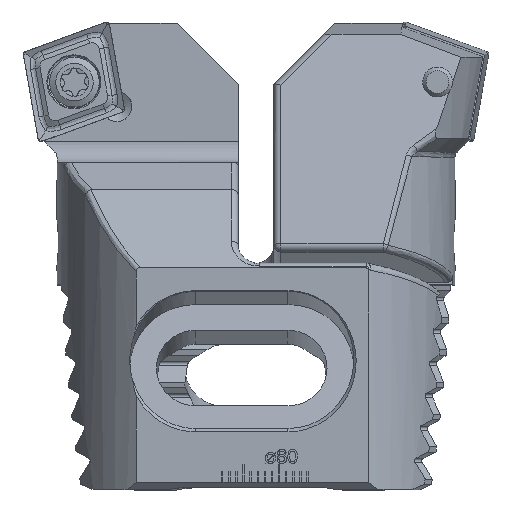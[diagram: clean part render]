
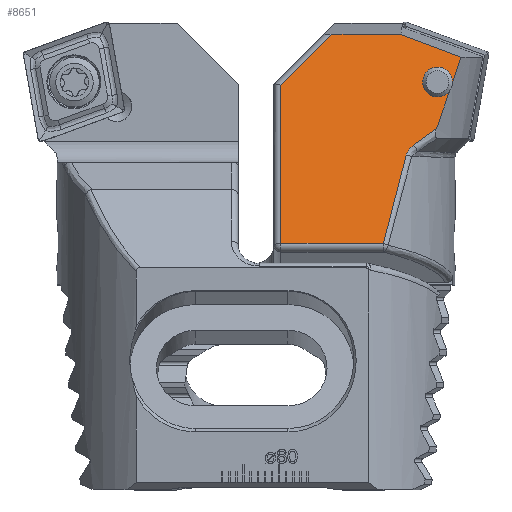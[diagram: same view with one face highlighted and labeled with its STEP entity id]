
A CAD part, top view. The second image highlights one B-rep face of the part: STEP entity #8651.
In plain terms, the highlighted face is planar.
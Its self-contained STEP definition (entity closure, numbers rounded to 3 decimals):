
#136 = VERTEX_POINT ( 'NONE', #6889 ) ;
#281 = CARTESIAN_POINT ( 'NONE',  ( 6.103, -11.487, -15.665 ) ) ;
#472 = ORIENTED_EDGE ( 'NONE', *, *, #8081, .T. ) ;
#847 = CARTESIAN_POINT ( 'NONE',  ( 58.47, 15.611, -8.404 ) ) ;
#1000 = B_SPLINE_CURVE_WITH_KNOTS ( 'NONE', 3,
 ( #6290, #2332, #5413, #4357, #9302, #12403, #11293, #3430 ),
 .UNSPECIFIED., .F., .F.,
 ( 4, 2, 2, 4 ),
 ( 0., 0.001, 0.001, 0.002 ),
 .UNSPECIFIED. ) ;
#1138 = VERTEX_POINT ( 'NONE', #2895 ) ;
#1139 = DIRECTION ( 'NONE',  ( 0., -0.966, -0.259 ) ) ;
#1240 = CARTESIAN_POINT ( 'NONE',  ( 42.425, -22.115, -18.512 ) ) ;
#1345 = CARTESIAN_POINT ( 'NONE',  ( 4.719, -7.345, -14.555 ) ) ;
#1392 = CARTESIAN_POINT ( 'NONE',  ( 3.949, -4.953, -13.914 ) ) ;
#1523 = LINE ( 'NONE', #1240, #7860 ) ;
#1695 = VERTEX_POINT ( 'NONE', #11055 ) ;
#1948 = DIRECTION ( 'NONE',  ( 0., -0.966, -0.259 ) ) ;
#2113 = DIRECTION ( 'NONE',  ( 0.695, -0.695, -0.186 ) ) ;
#2332 = CARTESIAN_POINT ( 'NONE',  ( 10.844, -17.514, -17.28 ) ) ;
#2361 = CARTESIAN_POINT ( 'NONE',  ( 22.075, -1.765, -13.06 ) ) ;
#2551 = ORIENTED_EDGE ( 'NONE', *, *, #4810, .F. ) ;
#2709 = LINE ( 'NONE', #847, #10199 ) ;
#2895 = CARTESIAN_POINT ( 'NONE',  ( 7.344, -15.015, -16.61 ) ) ;
#2923 = CARTESIAN_POINT ( 'NONE',  ( 10.218, -10.847, -15.493 ) ) ;
#2963 = CARTESIAN_POINT ( 'NONE',  ( 8.183, -4.751, -13.86 ) ) ;
#3146 = CARTESIAN_POINT ( 'NONE',  ( 7.344, -15.015, -16.61 ) ) ;
#3322 = ORIENTED_EDGE ( 'NONE', *, *, #12796, .T. ) ;
#3430 = CARTESIAN_POINT ( 'NONE',  ( 11.631, -18.755, -17.612 ) ) ;
#3451 = CARTESIAN_POINT ( 'NONE',  ( 14.836, -31.179, -20.941 ) ) ;
#3679 =( BOUNDED_CURVE ( )  B_SPLINE_CURVE ( 3, ( #3146, #8163, #281, #4213 ),
 .UNSPECIFIED., .F., .T. ) 
 B_SPLINE_CURVE_WITH_KNOTS ( ( 4, 4 ),
 ( 4.172, 4.228 ),
 .UNSPECIFIED. ) 
 CURVE ( )  GEOMETRIC_REPRESENTATION_ITEM ( )  RATIONAL_B_SPLINE_CURVE ( ( 1., 1., 1., 1. ) ) 
 REPRESENTATION_ITEM ( '' )  );
#3957 = CARTESIAN_POINT ( 'NONE',  ( 5.495, -9.677, -15.18 ) ) ;
#4003 = CARTESIAN_POINT ( 'NONE',  ( 65.15, -0.912, -12.831 ) ) ;
#4015 = EDGE_CURVE ( 'NONE', #8763, #11741, #1523, .T. ) ;
#4139 = VERTEX_POINT ( 'NONE', #7284 ) ;
#4213 = CARTESIAN_POINT ( 'NONE',  ( 5.495, -9.677, -15.18 ) ) ;
#4357 = CARTESIAN_POINT ( 'NONE',  ( 11.339, -18.075, -17.43 ) ) ;
#4557 = EDGE_CURVE ( 'NONE', #1138, #12366, #3679, .T. ) ;
#4567 = ORIENTED_EDGE ( 'NONE', *, *, #12629, .T. ) ;
#4597 = CARTESIAN_POINT ( 'NONE',  ( 10.593, -17.341, -17.233 ) ) ;
#4695 = CARTESIAN_POINT ( 'NONE',  ( 3.949, -4.953, -13.914 ) ) ;
#4721 = CARTESIAN_POINT ( 'NONE',  ( 65.15, -31.179, -20.941 ) ) ;
#4810 = EDGE_CURVE ( 'NONE', #8763, #6234, #8970, .T. ) ;
#4966 = ORIENTED_EDGE ( 'NONE', *, *, #8237, .T. ) ;
#5048 =( BOUNDED_CURVE ( )  B_SPLINE_CURVE ( 3, ( #3451, #6483, #12464, #5340 ),
 .UNSPECIFIED., .F., .F. ) 
 B_SPLINE_CURVE_WITH_KNOTS ( ( 4, 4 ),
 ( 3.859, 4.033 ),
 .UNSPECIFIED. ) 
 CURVE ( )  GEOMETRIC_REPRESENTATION_ITEM ( )  RATIONAL_B_SPLINE_CURVE ( ( 1., 0.997, 0.997, 1. ) ) 
 REPRESENTATION_ITEM ( '' )  );
#5340 = CARTESIAN_POINT ( 'NONE',  ( 11.631, -18.755, -17.612 ) ) ;
#5413 = CARTESIAN_POINT ( 'NONE',  ( 11.067, -17.719, -17.335 ) ) ;
#5420 = ORIENTED_EDGE ( 'NONE', *, *, #9213, .T. ) ;
#5459 = VERTEX_POINT ( 'NONE', #6609 ) ;
#5616 = DIRECTION ( 'NONE',  ( 0.932, 0.351, 0.094 ) ) ;
#5695 = CARTESIAN_POINT ( 'NONE',  ( 9.495, -16.585, -17.031 ) ) ;
#5987 = CARTESIAN_POINT ( 'NONE',  ( 9.201, -7.799, -14.677 ) ) ;
#6045 =( BOUNDED_CURVE ( )  B_SPLINE_CURVE ( 3, ( #11992, #7973, #2923, #5987, #2963, #8856, #12807 ),
 .UNSPECIFIED., .F., .F. ) 
 B_SPLINE_CURVE_WITH_KNOTS ( ( 4, 3, 4 ),
 ( 2.187, 5.035, 7.882 ),
 .UNSPECIFIED. ) 
 CURVE ( )  GEOMETRIC_REPRESENTATION_ITEM ( )  RATIONAL_B_SPLINE_CURVE ( ( 1., 0.431, 0.431, 1., 0.431, 0.431, 1. ) ) 
 REPRESENTATION_ITEM ( '' )  );
#6234 = VERTEX_POINT ( 'NONE', #11223 ) ;
#6253 = ORIENTED_EDGE ( 'NONE', *, *, #4015, .T. ) ;
#6290 = CARTESIAN_POINT ( 'NONE',  ( 10.593, -17.341, -17.233 ) ) ;
#6402 = EDGE_CURVE ( 'NONE', #4139, #1138, #11935, .T. ) ;
#6483 = CARTESIAN_POINT ( 'NONE',  ( 13.672, -27.392, -19.926 ) ) ;
#6609 = CARTESIAN_POINT ( 'NONE',  ( 14.836, -31.179, -20.941 ) ) ;
#6629 = ORIENTED_EDGE ( 'NONE', *, *, #10486, .T. ) ;
#6702 = DIRECTION ( 'NONE',  ( -1., 0., 0. ) ) ;
#6819 = PLANE ( 'NONE',  #10137 ) ;
#6889 = CARTESIAN_POINT ( 'NONE',  ( 11.631, -18.755, -17.612 ) ) ;
#7284 = CARTESIAN_POINT ( 'NONE',  ( 10.593, -17.341, -17.233 ) ) ;
#7342 = CARTESIAN_POINT ( 'NONE',  ( 4.332, -6.155, -14.236 ) ) ;
#7815 = ORIENTED_EDGE ( 'NONE', *, *, #4557, .T. ) ;
#7860 = VECTOR ( 'NONE', #2113, 1000. ) ;
#7866 = DIRECTION ( 'NONE',  ( 0., -0.259, 0.966 ) ) ;
#7873 = VECTOR ( 'NONE', #1139, 1000. ) ;
#7973 = CARTESIAN_POINT ( 'NONE',  ( 7.351, -12.3, -15.883 ) ) ;
#8081 = EDGE_CURVE ( 'NONE', #10848, #5459, #8195, .T. ) ;
#8110 = ORIENTED_EDGE ( 'NONE', *, *, #12817, .F. ) ;
#8163 = CARTESIAN_POINT ( 'NONE',  ( 6.719, -13.267, -16.142 ) ) ;
#8172 = FACE_OUTER_BOUND ( 'NONE', #11342, .T. ) ;
#8195 = LINE ( 'NONE', #4721, #12245 ) ;
#8237 = EDGE_CURVE ( 'NONE', #11741, #10848, #11637, .T. ) ;
#8506 = CARTESIAN_POINT ( 'NONE',  ( 29.25, -31.179, -20.941 ) ) ;
#8651 = ADVANCED_FACE ( 'NONE', ( #8172 ), #6819, .F. ) ;
#8731 = CARTESIAN_POINT ( 'NONE',  ( 8.413, -15.808, -16.822 ) ) ;
#8763 = VERTEX_POINT ( 'NONE', #2361 ) ;
#8856 = CARTESIAN_POINT ( 'NONE',  ( 5.019, -5.311, -14.01 ) ) ;
#8970 = LINE ( 'NONE', #12765, #10671 ) ;
#9213 = EDGE_CURVE ( 'NONE', #5459, #136, #5048, .T. ) ;
#9302 = CARTESIAN_POINT ( 'NONE',  ( 11.419, -18.204, -17.464 ) ) ;
#9745 = CARTESIAN_POINT ( 'NONE',  ( 7.344, -15.015, -16.61 ) ) ;
#9935 = CARTESIAN_POINT ( 'NONE',  ( 29.25, -8.939, -14.982 ) ) ;
#10034 = CARTESIAN_POINT ( 'NONE',  ( 29.25, -0.912, -12.831 ) ) ;
#10137 = AXIS2_PLACEMENT_3D ( 'NONE', #4003, #7866, #1948 ) ;
#10199 = VECTOR ( 'NONE', #5616, 1000. ) ;
#10418 = CARTESIAN_POINT ( 'NONE',  ( 5.109, -8.523, -14.871 ) ) ;
#10486 = EDGE_CURVE ( 'NONE', #12159, #6234, #2709, .T. ) ;
#10671 = VECTOR ( 'NONE', #6702, 1000. ) ;
#10848 = VERTEX_POINT ( 'NONE', #8506 ) ;
#11055 = CARTESIAN_POINT ( 'NONE',  ( 5.109, -8.523, -14.871 ) ) ;
#11081 = ORIENTED_EDGE ( 'NONE', *, *, #6402, .T. ) ;
#11119 =( BOUNDED_CURVE ( )  B_SPLINE_CURVE ( 3, ( #10418, #1345, #7342, #1392 ),
 .UNSPECIFIED., .F., .F. ) 
 B_SPLINE_CURVE_WITH_KNOTS ( ( 4, 4 ),
 ( 4.24, 4.277 ),
 .UNSPECIFIED. ) 
 CURVE ( )  GEOMETRIC_REPRESENTATION_ITEM ( )  RATIONAL_B_SPLINE_CURVE ( ( 1., 1., 1., 1. ) ) 
 REPRESENTATION_ITEM ( '' )  );
#11223 = CARTESIAN_POINT ( 'NONE',  ( 12.401, -1.765, -13.06 ) ) ;
#11293 = CARTESIAN_POINT ( 'NONE',  ( 11.599, -18.609, -17.573 ) ) ;
#11342 = EDGE_LOOP ( 'NONE', ( #11081, #7815, #4567, #3322, #6629, #2551, #6253, #4966, #472, #5420, #8110 ) ) ;
#11609 = DIRECTION ( 'NONE',  ( -1., 0., 0. ) ) ;
#11637 = LINE ( 'NONE', #10034, #7873 ) ;
#11741 = VERTEX_POINT ( 'NONE', #9935 ) ;
#11935 = B_SPLINE_CURVE_WITH_KNOTS ( 'NONE', 3,
 ( #4597, #5695, #8731, #9745 ),
 .UNSPECIFIED., .F., .F.,
 ( 4, 4 ),
 ( 0., 0.004 ),
 .UNSPECIFIED. ) ;
#11992 = CARTESIAN_POINT ( 'NONE',  ( 5.495, -9.677, -15.18 ) ) ;
#12159 = VERTEX_POINT ( 'NONE', #4695 ) ;
#12245 = VECTOR ( 'NONE', #11609, 1000. ) ;
#12366 = VERTEX_POINT ( 'NONE', #3957 ) ;
#12403 = CARTESIAN_POINT ( 'NONE',  ( 11.549, -18.47, -17.536 ) ) ;
#12464 = CARTESIAN_POINT ( 'NONE',  ( 12.601, -23.24, -18.814 ) ) ;
#12629 = EDGE_CURVE ( 'NONE', #12366, #1695, #6045, .T. ) ;
#12765 = CARTESIAN_POINT ( 'NONE',  ( 65.15, -1.765, -13.06 ) ) ;
#12796 = EDGE_CURVE ( 'NONE', #1695, #12159, #11119, .T. ) ;
#12807 = CARTESIAN_POINT ( 'NONE',  ( 5.109, -8.523, -14.871 ) ) ;
#12817 = EDGE_CURVE ( 'NONE', #4139, #136, #1000, .T. ) ;
